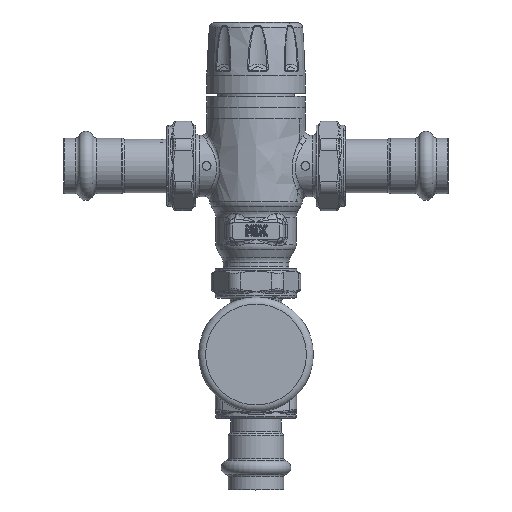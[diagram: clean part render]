
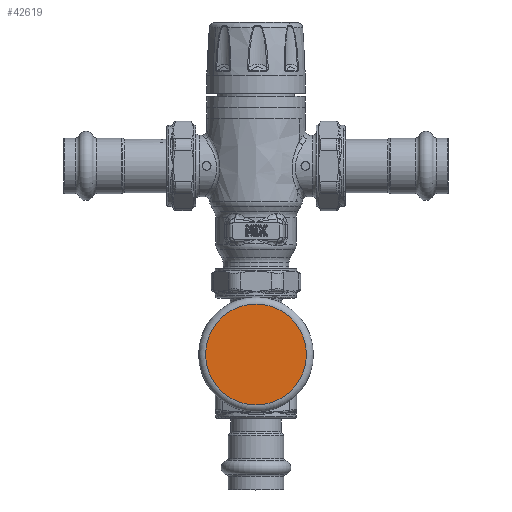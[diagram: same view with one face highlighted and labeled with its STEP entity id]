
A CAD part, top view. The second image highlights one B-rep face of the part: STEP entity #42619.
In plain terms, the highlighted planar face has unit normal (0, 0, 1).
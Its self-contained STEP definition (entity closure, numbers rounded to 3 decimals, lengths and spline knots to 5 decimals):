
#2454=PLANE('',#46568);
#4558=FACE_OUTER_BOUND('',#7243,.T.);
#7243=EDGE_LOOP('',(#33901));
#9638=CIRCLE('',#46562,0.905);
#18060=VERTEX_POINT('',#118670);
#23463=EDGE_CURVE('',#18060,#18060,#9638,.T.);
#33901=ORIENTED_EDGE('',*,*,#23463,.F.);
#42619=ADVANCED_FACE('',(#4558),#2454,.T.);
#46562=AXIS2_PLACEMENT_3D('',#118671,#55517,#55518);
#46568=AXIS2_PLACEMENT_3D('',#118681,#55530,#55531);
#55517=DIRECTION('center_axis',(0.,0.,
-1.));
#55518=DIRECTION('ref_axis',(0.,1.,0.));
#55530=DIRECTION('center_axis',(0.,0.,
1.));
#55531=DIRECTION('ref_axis',(0.,-1.,0.));
#118670=CARTESIAN_POINT('',(0.,-2.48083,1.4924));
#118671=CARTESIAN_POINT('Origin',(0.,-3.38583,
1.4924));
#118681=CARTESIAN_POINT('Origin',(0.,-3.38583,
1.4924));
